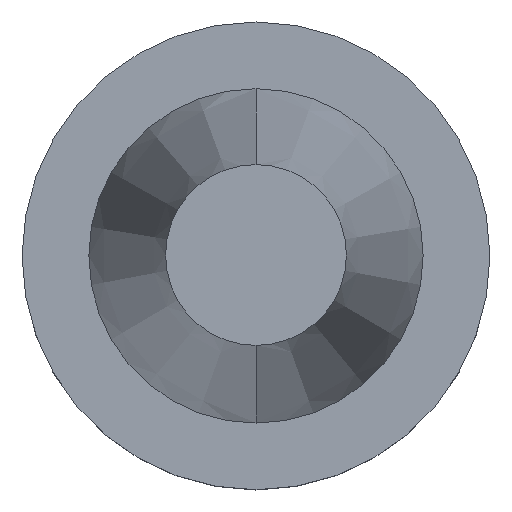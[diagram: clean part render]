
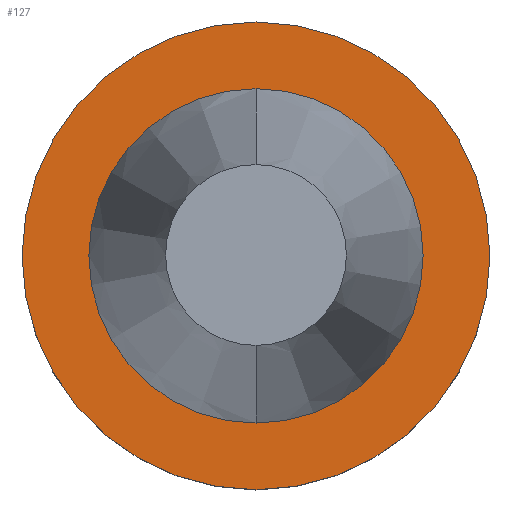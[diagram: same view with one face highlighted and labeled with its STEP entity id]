
A CAD part, top view. The second image highlights one B-rep face of the part: STEP entity #127.
In plain terms, the highlighted planar face has unit normal (0, 0, 1).
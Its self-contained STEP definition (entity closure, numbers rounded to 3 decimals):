
#43=PLANE('',#564);
#53=FACE_BOUND('',#200,.T.);
#54=FACE_BOUND('',#201,.T.);
#127=ADVANCED_FACE('',(#53,#54),#43,.T.);
#200=EDGE_LOOP('',(#288));
#201=EDGE_LOOP('',(#289,#290));
#288=ORIENTED_EDGE('',*,*,#402,.T.);
#289=ORIENTED_EDGE('',*,*,#427,.F.);
#290=ORIENTED_EDGE('',*,*,#394,.F.);
#354=VERTEX_POINT('',#807);
#355=VERTEX_POINT('',#809);
#359=VERTEX_POINT('',#822);
#394=EDGE_CURVE('',#354,#355,#453,.T.);
#402=EDGE_CURVE('',#359,#359,#457,.T.);
#427=EDGE_CURVE('',#355,#354,#474,.T.);
#453=CIRCLE('',#527,22.692);
#457=CIRCLE('',#533,31.75);
#474=CIRCLE('',#563,22.692);
#527=AXIS2_PLACEMENT_3D('',#808,#635,#636);
#533=AXIS2_PLACEMENT_3D('',#823,#651,#652);
#563=AXIS2_PLACEMENT_3D('',#875,#719,#720);
#564=AXIS2_PLACEMENT_3D('',#876,#721,#722);
#635=DIRECTION('',(0.,0.,1.));
#636=DIRECTION('',(1.,0.,0.));
#651=DIRECTION('',(0.,0.,1.));
#652=DIRECTION('',(1.,0.,0.));
#719=DIRECTION('',(0.,0.,1.));
#720=DIRECTION('',(1.,0.,0.));
#721=DIRECTION('',(0.,0.,1.));
#722=DIRECTION('',(0.,-1.,0.));
#807=CARTESIAN_POINT('',(-0.24,22.451,-3.2));
#808=CARTESIAN_POINT('',(-0.24,-0.24,-3.2));
#809=CARTESIAN_POINT('',(-0.24,-22.932,-3.2));
#822=CARTESIAN_POINT('',(-0.24,31.51,-3.2));
#823=CARTESIAN_POINT('',(-0.24,-0.24,-3.2));
#875=CARTESIAN_POINT('',(-0.24,-0.24,-3.2));
#876=CARTESIAN_POINT('',(-23.03,-0.24,-3.2));
